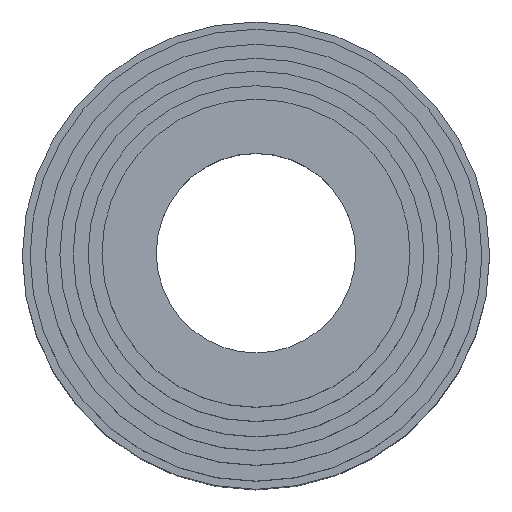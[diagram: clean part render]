
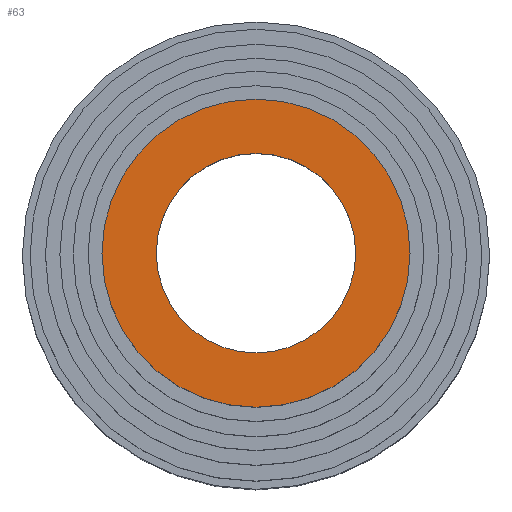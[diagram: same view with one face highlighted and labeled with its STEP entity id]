
A CAD part, top view. The second image highlights one B-rep face of the part: STEP entity #63.
In plain terms, the highlighted planar face has unit normal (0, 0, 1).
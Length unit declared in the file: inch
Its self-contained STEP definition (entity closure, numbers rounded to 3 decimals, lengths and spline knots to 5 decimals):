
#62 = EDGE_CURVE ( 'NONE', #281, #278, #472, .T. ) ;
#63 = ADVANCED_FACE ( 'NONE', ( #602, #595 ), #596, .T. ) ;
#64 = EDGE_LOOP ( 'NONE', ( #65, #66 ) ) ;
#65 = ORIENTED_EDGE ( 'NONE', *, *, #266, .T. ) ;
#66 = ORIENTED_EDGE ( 'NONE', *, *, #67, .T. ) ;
#67 = EDGE_CURVE ( 'NONE', #284, #267, #592, .T. ) ;
#68 = EDGE_LOOP ( 'NONE', ( #69, #70 ) ) ;
#69 = ORIENTED_EDGE ( 'NONE', *, *, #62, .F. ) ;
#70 = ORIENTED_EDGE ( 'NONE', *, *, #280, .F. ) ;
#266 = EDGE_CURVE ( 'NONE', #267, #284, #826, .T. ) ;
#267 = VERTEX_POINT ( 'NONE', #821 ) ;
#278 = VERTEX_POINT ( 'NONE', #799 ) ;
#280 = EDGE_CURVE ( 'NONE', #278, #281, #798, .T. ) ;
#281 = VERTEX_POINT ( 'NONE', #793 ) ;
#284 = VERTEX_POINT ( 'NONE', #767 ) ;
#463 = DIRECTION ( 'NONE',  ( 1., 0., 0. ) ) ;
#464 = DIRECTION ( 'NONE',  ( 0., 0., 1. ) ) ;
#465 = CARTESIAN_POINT ( 'NONE',  ( 0., 0., 0. ) ) ;
#466 = AXIS2_PLACEMENT_3D ( 'NONE', #465, #464, #463 ) ;
#472 = CIRCLE ( 'NONE', #466, 0.09709 ) ;
#590 = DIRECTION ( 'NONE',  ( 1., 0., 0. ) ) ;
#591 = AXIS2_PLACEMENT_3D ( 'NONE', #598, #600, #590 ) ;
#592 = CIRCLE ( 'NONE', #591, 0.15 ) ;
#594 = DIRECTION ( 'NONE',  ( 0., 0., 1. ) ) ;
#595 = FACE_BOUND ( 'NONE', #68, .T. ) ;
#596 = PLANE ( 'NONE',  #599 ) ;
#597 = CARTESIAN_POINT ( 'NONE',  ( 0.15, 0., 0. ) ) ;
#598 = CARTESIAN_POINT ( 'NONE',  ( 0., 0., 0. ) ) ;
#599 = AXIS2_PLACEMENT_3D ( 'NONE', #597, #594, #601 ) ;
#600 = DIRECTION ( 'NONE',  ( 0., 0., 1. ) ) ;
#601 = DIRECTION ( 'NONE',  ( 1., 0., 0. ) ) ;
#602 = FACE_OUTER_BOUND ( 'NONE', #64, .T. ) ;
#767 = CARTESIAN_POINT ( 'NONE',  ( -0.15, 0., 0. ) ) ;
#793 = CARTESIAN_POINT ( 'NONE',  ( 0.09709, 0., 0. ) ) ;
#794 = DIRECTION ( 'NONE',  ( 1., 0., 0. ) ) ;
#795 = DIRECTION ( 'NONE',  ( 0., 0., 1. ) ) ;
#796 = CARTESIAN_POINT ( 'NONE',  ( 0., 0., 0. ) ) ;
#797 = AXIS2_PLACEMENT_3D ( 'NONE', #796, #795, #794 ) ;
#798 = CIRCLE ( 'NONE', #797, 0.09709 ) ;
#799 = CARTESIAN_POINT ( 'NONE',  ( -0.09709, 0., 0. ) ) ;
#821 = CARTESIAN_POINT ( 'NONE',  ( 0.15, 0., 0. ) ) ;
#822 = DIRECTION ( 'NONE',  ( 1., 0., 0. ) ) ;
#823 = DIRECTION ( 'NONE',  ( 0., 0., 1. ) ) ;
#824 = CARTESIAN_POINT ( 'NONE',  ( 0., 0., 0. ) ) ;
#825 = AXIS2_PLACEMENT_3D ( 'NONE', #824, #823, #822 ) ;
#826 = CIRCLE ( 'NONE', #825, 0.15 ) ;
